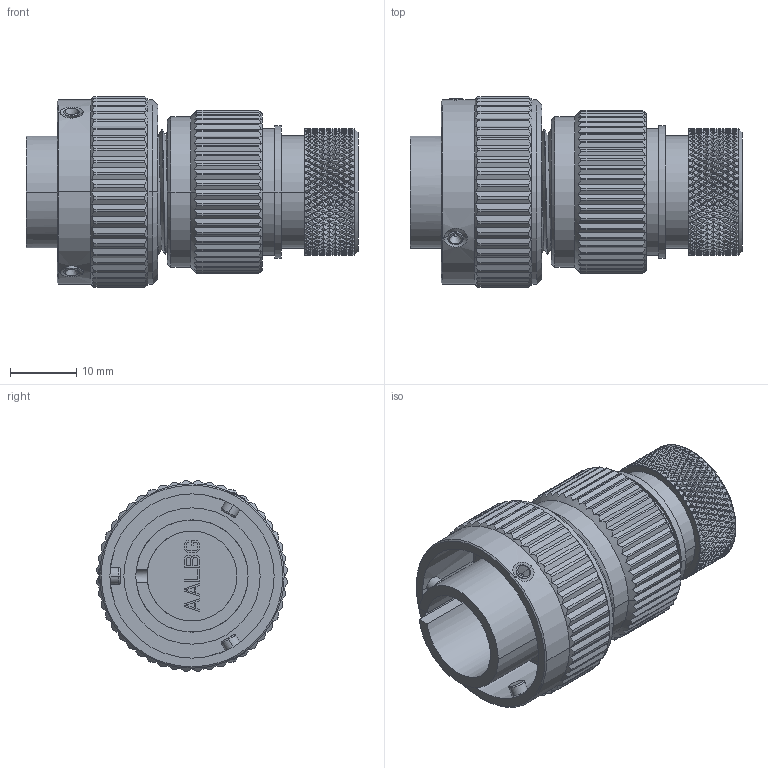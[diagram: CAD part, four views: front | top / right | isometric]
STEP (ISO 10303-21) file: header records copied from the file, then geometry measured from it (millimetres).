
FILE_DESCRIPTION((''),'2;1');
FILE_NAME('VG95234G-14_SW0001','2023-03-28T14:16:17',('paultorloting'),('NET AG system integration'),'CREO PARAMETRIC BY PTC INC, 2021404','CREO PARAMETRIC BY PTC INC, 2021404','');
FILE_SCHEMA(('AUTOMOTIVE_DESIGN { 1 0 10303 214 1 1 1 1 }'));
Products named in the file (1): VG95234G-14_SW0001
Bounding box: 50.19 x 28.84 x 28.84 mm (x, y, z)
Volume: 15928.3 mm3; surface area: 8699.8 mm2
Topology: 1 solids, 1 shells, 3976 faces, 8935 edges, 4992 vertices
Faces by surface type: plane 3101, cylinder 808, cone 54, bspline 7, torus 6
Entity records: 135796 total; most frequent: CARTESIAN_POINT 29245, ORIENTED_EDGE 17858, DIRECTION 14145, EDGE_CURVE 8929, VECTOR 5038, LINE 5038, VERTEX_POINT 4992, AXIS2_PLACEMENT_3D 4552
